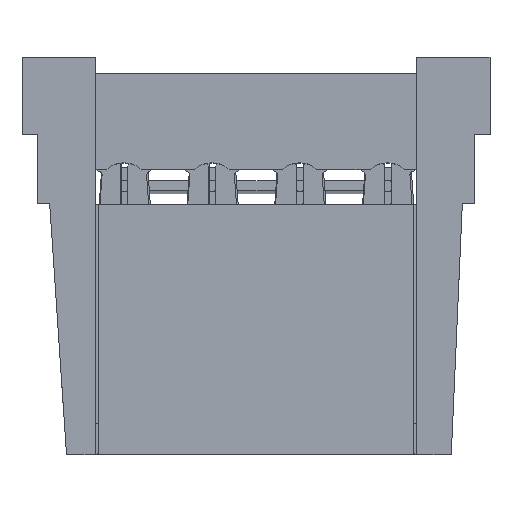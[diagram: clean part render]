
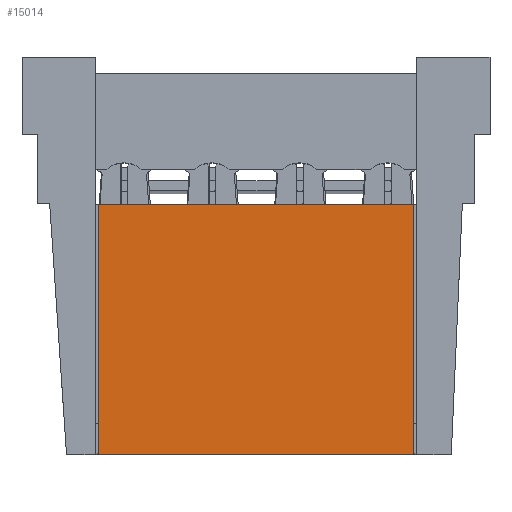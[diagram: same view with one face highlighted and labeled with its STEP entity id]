
A CAD part, top view. The second image highlights one B-rep face of the part: STEP entity #15014.
In plain terms, the highlighted planar face has unit normal (0, 0, 1).
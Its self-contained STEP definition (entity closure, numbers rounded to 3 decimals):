
#34 = FACE_OUTER_BOUND ( 'NONE', #6825, .T. ) ;
#145 = EDGE_CURVE ( 'NONE', #19616, #10895, #17300, .T. ) ;
#557 = DIRECTION ( 'NONE',  ( 0., 1., 0. ) ) ;
#1268 = EDGE_CURVE ( 'NONE', #18301, #10895, #16934, .T. ) ;
#2538 = VECTOR ( 'NONE', #12798, 1000. ) ;
#2672 = VECTOR ( 'NONE', #9981, 1000. ) ;
#2896 = VECTOR ( 'NONE', #557, 1000. ) ;
#4360 = CARTESIAN_POINT ( 'NONE',  ( -413.96, -49.069, 196.532 ) ) ;
#4506 = CARTESIAN_POINT ( 'NONE',  ( -413.96, -49.069, 196.532 ) ) ;
#4554 = CARTESIAN_POINT ( 'NONE',  ( -413.96, -49.069, 196.532 ) ) ;
#5497 = CARTESIAN_POINT ( 'NONE',  ( -413.96, -41.819, 196.532 ) ) ;
#6124 = LINE ( 'NONE', #4360, #10347 ) ;
#6825 = EDGE_LOOP ( 'NONE', ( #18616, #20807, #7897, #9418 ) ) ;
#7897 = ORIENTED_EDGE ( 'NONE', *, *, #7901, .F. ) ;
#7901 = EDGE_CURVE ( 'NONE', #13485, #19616, #6124, .T. ) ;
#8025 = LINE ( 'NONE', #4554, #2672 ) ;
#8632 = DIRECTION ( 'NONE',  ( 1., 0., 0. ) ) ;
#9418 = ORIENTED_EDGE ( 'NONE', *, *, #10011, .T. ) ;
#9981 = DIRECTION ( 'NONE',  ( 0., 1., 0. ) ) ;
#10011 = EDGE_CURVE ( 'NONE', #13485, #18301, #8025, .T. ) ;
#10347 = VECTOR ( 'NONE', #11580, 1000. ) ;
#10895 = VERTEX_POINT ( 'NONE', #15424 ) ;
#11580 = DIRECTION ( 'NONE',  ( -1., 0., 0. ) ) ;
#12658 = AXIS2_PLACEMENT_3D ( 'NONE', #17550, #19408, #8632 ) ;
#12798 = DIRECTION ( 'NONE',  ( -1., 0., 0. ) ) ;
#13485 = VERTEX_POINT ( 'NONE', #4506 ) ;
#15014 = ADVANCED_FACE ( 'NONE', ( #34 ), #17622, .F. ) ;
#15424 = CARTESIAN_POINT ( 'NONE',  ( -423.1, -41.819, 196.532 ) ) ;
#16934 = LINE ( 'NONE', #19971, #2538 ) ;
#17300 = LINE ( 'NONE', #22116, #2896 ) ;
#17550 = CARTESIAN_POINT ( 'NONE',  ( -418.53, -49.069, 196.532 ) ) ;
#17622 = PLANE ( 'NONE',  #12658 ) ;
#18301 = VERTEX_POINT ( 'NONE', #5497 ) ;
#18616 = ORIENTED_EDGE ( 'NONE', *, *, #1268, .T. ) ;
#19408 = DIRECTION ( 'NONE',  ( 0., 0., -1. ) ) ;
#19616 = VERTEX_POINT ( 'NONE', #20750 ) ;
#19971 = CARTESIAN_POINT ( 'NONE',  ( -418.53, -41.819, 196.532 ) ) ;
#20750 = CARTESIAN_POINT ( 'NONE',  ( -423.1, -49.069, 196.532 ) ) ;
#20807 = ORIENTED_EDGE ( 'NONE', *, *, #145, .F. ) ;
#22116 = CARTESIAN_POINT ( 'NONE',  ( -423.1, -49.069, 196.532 ) ) ;
